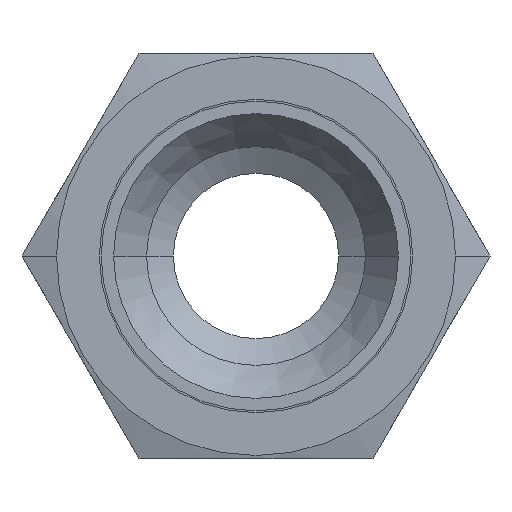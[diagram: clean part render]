
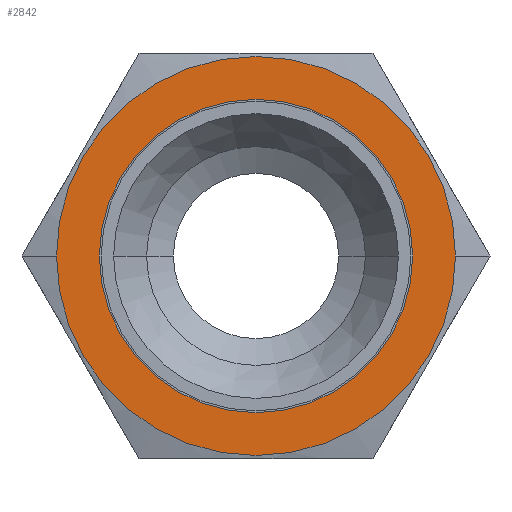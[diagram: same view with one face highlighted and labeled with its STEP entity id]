
A CAD part, left-side view. The second image highlights one B-rep face of the part: STEP entity #2842.
In plain terms, the highlighted face is planar.
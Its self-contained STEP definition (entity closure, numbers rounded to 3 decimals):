
#2293=CARTESIAN_POINT('',(15.519,0.,0.));
#2294=DIRECTION('',(-1.,0.,0.));
#2295=DIRECTION('',(0.,1.,0.));
#2296=AXIS2_PLACEMENT_3D('',#2293,#2294,#2295);
#2298=CARTESIAN_POINT('',(15.519,0.,0.));
#2299=DIRECTION('',(-1.,0.,0.));
#2300=DIRECTION('',(0.,-1.,0.));
#2301=AXIS2_PLACEMENT_3D('',#2298,#2299,#2300);
#2303=CARTESIAN_POINT('',(15.519,0.,0.));
#2304=DIRECTION('',(1.,0.,0.));
#2305=DIRECTION('',(0.,1.,0.));
#2306=AXIS2_PLACEMENT_3D('',#2303,#2304,#2305);
#2308=CARTESIAN_POINT('',(15.519,0.,0.));
#2309=DIRECTION('',(1.,0.,0.));
#2310=DIRECTION('',(0.,-1.,0.));
#2311=AXIS2_PLACEMENT_3D('',#2308,#2309,#2310);
#2597=CARTESIAN_POINT('',(15.519,25.006,0.));
#2598=CARTESIAN_POINT('',(15.519,-25.006,0.));
#2599=VERTEX_POINT('',#2597);
#2600=VERTEX_POINT('',#2598);
#2651=CARTESIAN_POINT('',(15.519,19.633,0.));
#2652=VERTEX_POINT('',#2651);
#2653=CARTESIAN_POINT('',(15.519,-19.633,0.));
#2654=VERTEX_POINT('',#2653);
#2826=CARTESIAN_POINT('',(15.519,0.,0.));
#2827=DIRECTION('',(1.,0.,0.));
#2828=DIRECTION('',(0.,0.,1.));
#2829=AXIS2_PLACEMENT_3D('',#2826,#2827,#2828);
#2830=PLANE('',#2829);
#2832=ORIENTED_EDGE('',*,*,#2831,.T.);
#2833=ORIENTED_EDGE('',*,*,#2812,.T.);
#2834=EDGE_LOOP('',(#2832,#2833));
#2835=FACE_OUTER_BOUND('',#2834,.F.);
#2837=ORIENTED_EDGE('',*,*,#2836,.T.);
#2839=ORIENTED_EDGE('',*,*,#2838,.T.);
#2840=EDGE_LOOP('',(#2837,#2839));
#2841=FACE_BOUND('',#2840,.F.);
#2842=ADVANCED_FACE('',(#2835,#2841),#2830,.T.);
#2297=CIRCLE('',#2296,25.006);
#2302=CIRCLE('',#2301,25.006);
#2307=CIRCLE('',#2306,19.633);
#2312=CIRCLE('',#2311,19.633);
#2812=EDGE_CURVE('',#2600,#2599,#2302,.T.);
#2831=EDGE_CURVE('',#2599,#2600,#2297,.T.);
#2836=EDGE_CURVE('',#2652,#2654,#2307,.T.);
#2838=EDGE_CURVE('',#2654,#2652,#2312,.T.);
